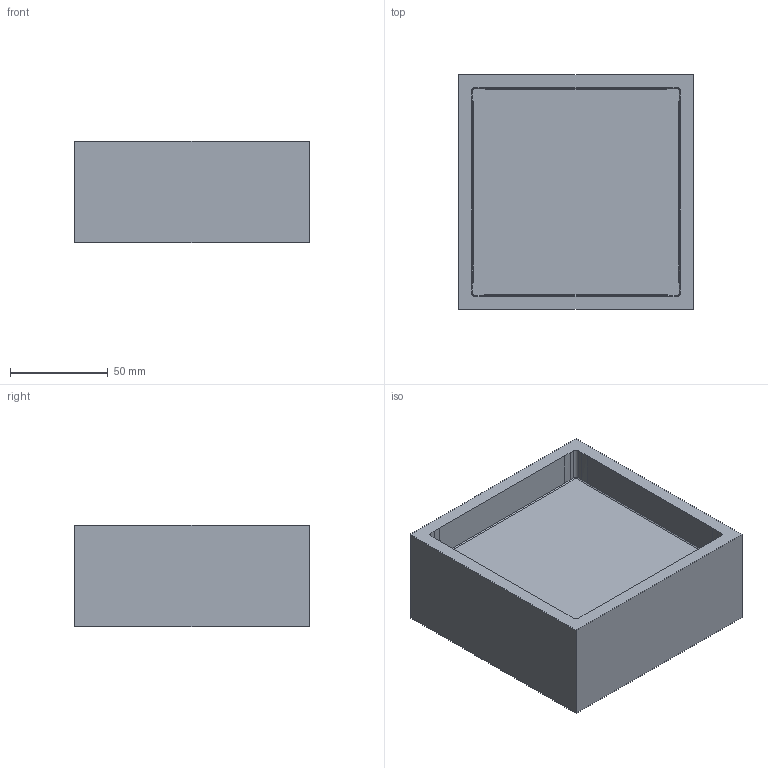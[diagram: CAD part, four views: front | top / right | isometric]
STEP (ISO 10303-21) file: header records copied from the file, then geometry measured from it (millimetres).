
FILE_DESCRIPTION(('FreeCAD Model'),'2;1');
FILE_NAME('Open CASCADE Shape Model','2024-01-25T16:05:21',('FreeCAD'),( 'FreeCAD'),'Open CASCADE STEP processor 7.6','FreeCAD','Unknown');
FILE_SCHEMA(('AUTOMOTIVE_DESIGN { 1 0 10303 214 1 1 1 1 }'));
Length unit declared in the file: millimetre
Products named in the file (1): Open CASCADE STEP translator 7.6 12
Bounding box: 120 x 120 x 52 mm (x, y, z)
Volume: 550870.9 mm3; surface area: 60959.5 mm2
Topology: 1 solids, 1 shells, 55 faces, 132 edges, 80 vertices
Faces by surface type: plane 27, bspline 20, cylinder 4, cone 4
Entity records: 1508 total; most frequent: CARTESIAN_POINT 376, ORIENTED_EDGE 264, DIRECTION 168, EDGE_CURVE 132, VERTEX_POINT 80, LINE 72, VECTOR 72, FACE_BOUND 56
